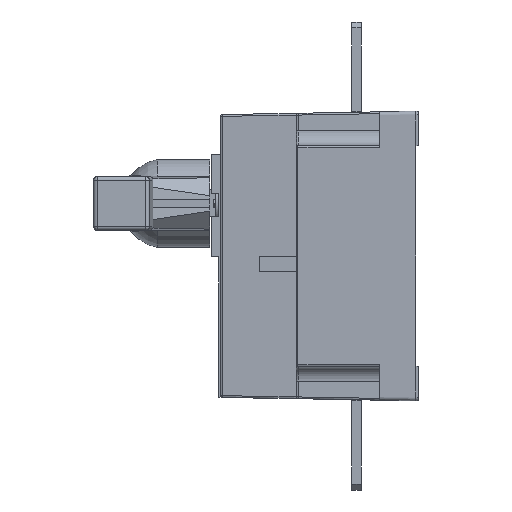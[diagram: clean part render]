
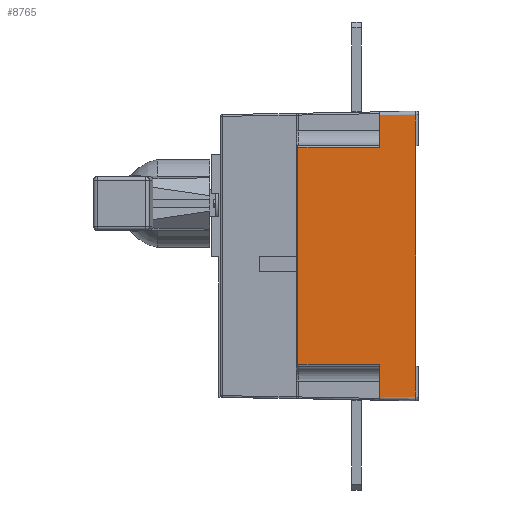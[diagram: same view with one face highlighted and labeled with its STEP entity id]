
A CAD part, left-side view. The second image highlights one B-rep face of the part: STEP entity #8765.
In plain terms, the highlighted planar face has unit normal (-1, 0.018, 0).
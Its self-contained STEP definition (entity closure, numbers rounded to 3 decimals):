
#20 = VERTEX_POINT ( 'NONE', #5117 ) ;
#124 = DIRECTION ( 'NONE',  ( 0., 0., 1. ) ) ;
#249 = VERTEX_POINT ( 'NONE', #16270 ) ;
#295 = CARTESIAN_POINT ( 'NONE',  ( -114.952, 4.268, -78.302 ) ) ;
#300 = VECTOR ( 'NONE', #11012, 1000. ) ;
#411 = DIRECTION ( 'NONE',  ( 0., 0., 1. ) ) ;
#1152 = DIRECTION ( 'NONE',  ( 0., 0., -1. ) ) ;
#1319 = LINE ( 'NONE', #29565, #300 ) ;
#1575 = VERTEX_POINT ( 'NONE', #11287 ) ;
#2093 = CARTESIAN_POINT ( 'NONE',  ( -114.646, 21.8, 60.393 ) ) ;
#2112 = ORIENTED_EDGE ( 'NONE', *, *, #25133, .T. ) ;
#2425 = FACE_OUTER_BOUND ( 'NONE', #27002, .T. ) ;
#2936 = VECTOR ( 'NONE', #411, 1000. ) ;
#3192 = EDGE_CURVE ( 'NONE', #14075, #6253, #5027, .T. ) ;
#3486 = VECTOR ( 'NONE', #1152, 1000. ) ;
#3794 = EDGE_CURVE ( 'NONE', #20377, #6244, #23714, .T. ) ;
#3818 = LINE ( 'NONE', #29549, #3486 ) ;
#4275 = VERTEX_POINT ( 'NONE', #28830 ) ;
#4632 = DIRECTION ( 'NONE',  ( -0.017, -1., 0. ) ) ;
#5027 = LINE ( 'NONE', #295, #11859 ) ;
#5117 = CARTESIAN_POINT ( 'NONE',  ( -115., 1.5, 78.35 ) ) ;
#5418 = CARTESIAN_POINT ( 'NONE',  ( -115., 1.5, 80.35 ) ) ;
#5694 = CARTESIAN_POINT ( 'NONE',  ( -114.646, 21.8, 77.996 ) ) ;
#6203 = CARTESIAN_POINT ( 'NONE',  ( -115., 1.5, 80.35 ) ) ;
#6244 = VERTEX_POINT ( 'NONE', #25983 ) ;
#6253 = VERTEX_POINT ( 'NONE', #16766 ) ;
#8563 = LINE ( 'NONE', #6203, #23915 ) ;
#8765 = ADVANCED_FACE ( 'NONE', ( #2425 ), #11964, .T. ) ;
#9996 = VERTEX_POINT ( 'NONE', #15563 ) ;
#10196 = VECTOR ( 'NONE', #28961, 1000. ) ;
#10419 = CARTESIAN_POINT ( 'NONE',  ( -115.001, 1.465, 78.351 ) ) ;
#10422 = CARTESIAN_POINT ( 'NONE',  ( -114.646, 21.8, 80.35 ) ) ;
#11012 = DIRECTION ( 'NONE',  ( 0., 0., 1. ) ) ;
#11156 = ORIENTED_EDGE ( 'NONE', *, *, #11199, .T. ) ;
#11199 = EDGE_CURVE ( 'NONE', #20, #18514, #26924, .T. ) ;
#11287 = CARTESIAN_POINT ( 'NONE',  ( -114.646, 21.8, -60.393 ) ) ;
#11754 = CARTESIAN_POINT ( 'NONE',  ( -115., 1.5, 60.393 ) ) ;
#11859 = VECTOR ( 'NONE', #19162, 1000. ) ;
#11888 = VECTOR ( 'NONE', #16700, 1000. ) ;
#11964 = PLANE ( 'NONE',  #28953 ) ;
#12016 = LINE ( 'NONE', #21469, #24881 ) ;
#12044 = ORIENTED_EDGE ( 'NONE', *, *, #3794, .T. ) ;
#12889 = VERTEX_POINT ( 'NONE', #26090 ) ;
#13230 = DIRECTION ( 'NONE',  ( 0., 0., 1. ) ) ;
#14062 = ORIENTED_EDGE ( 'NONE', *, *, #18238, .F. ) ;
#14075 = VERTEX_POINT ( 'NONE', #17634 ) ;
#14415 = CARTESIAN_POINT ( 'NONE',  ( -115., 1.5, -60.393 ) ) ;
#14595 = CARTESIAN_POINT ( 'NONE',  ( -115., 1.5, 80.35 ) ) ;
#14717 = VECTOR ( 'NONE', #20633, 1000. ) ;
#15076 = LINE ( 'NONE', #22220, #17893 ) ;
#15385 = ORIENTED_EDGE ( 'NONE', *, *, #20350, .T. ) ;
#15563 = CARTESIAN_POINT ( 'NONE',  ( -113.86, 66.817, -60.393 ) ) ;
#16270 = CARTESIAN_POINT ( 'NONE',  ( -115., 1.5, 78.35 ) ) ;
#16700 = DIRECTION ( 'NONE',  ( 0.017, 1., 0. ) ) ;
#16766 = CARTESIAN_POINT ( 'NONE',  ( -115., 1.5, -78.35 ) ) ;
#17082 = ORIENTED_EDGE ( 'NONE', *, *, #25146, .T. ) ;
#17401 = LINE ( 'NONE', #10422, #23354 ) ;
#17634 = CARTESIAN_POINT ( 'NONE',  ( -114.646, 21.8, -77.996 ) ) ;
#17893 = VECTOR ( 'NONE', #19901, 1000. ) ;
#18238 = EDGE_CURVE ( 'NONE', #20377, #18514, #30164, .T. ) ;
#18514 = VERTEX_POINT ( 'NONE', #5694 ) ;
#18637 = ORIENTED_EDGE ( 'NONE', *, *, #28239, .T. ) ;
#19098 = DIRECTION ( 'NONE',  ( -0.017, -1., 0. ) ) ;
#19162 = DIRECTION ( 'NONE',  ( -0.017, -1., -0.017 ) ) ;
#19901 = DIRECTION ( 'NONE',  ( 0., 0., 1. ) ) ;
#20083 = ORIENTED_EDGE ( 'NONE', *, *, #22278, .T. ) ;
#20350 = EDGE_CURVE ( 'NONE', #23419, #12889, #1319, .T. ) ;
#20377 = VERTEX_POINT ( 'NONE', #2093 ) ;
#20633 = DIRECTION ( 'NONE',  ( 0., 0., 1. ) ) ;
#20750 = CARTESIAN_POINT ( 'NONE',  ( -115., 1.5, -61.15 ) ) ;
#20892 = ORIENTED_EDGE ( 'NONE', *, *, #27269, .T. ) ;
#21106 = DIRECTION ( 'NONE',  ( -1., 0.017, 0. ) ) ;
#21469 = CARTESIAN_POINT ( 'NONE',  ( -115., 1.5, 80.35 ) ) ;
#22220 = CARTESIAN_POINT ( 'NONE',  ( -115., 1.5, 80.35 ) ) ;
#22278 = EDGE_CURVE ( 'NONE', #9996, #1575, #28603, .T. ) ;
#23354 = VECTOR ( 'NONE', #26927, 1000. ) ;
#23419 = VERTEX_POINT ( 'NONE', #20750 ) ;
#23714 = LINE ( 'NONE', #11754, #11888 ) ;
#23915 = VECTOR ( 'NONE', #13230, 1000. ) ;
#24149 = EDGE_CURVE ( 'NONE', #12889, #249, #29259, .T. ) ;
#24881 = VECTOR ( 'NONE', #124, 1000. ) ;
#25133 = EDGE_CURVE ( 'NONE', #1575, #14075, #17401, .T. ) ;
#25146 = EDGE_CURVE ( 'NONE', #4275, #23419, #15076, .T. ) ;
#25325 = CARTESIAN_POINT ( 'NONE',  ( -114.646, 21.8, 80.35 ) ) ;
#25983 = CARTESIAN_POINT ( 'NONE',  ( -113.86, 66.817, 60.393 ) ) ;
#26090 = CARTESIAN_POINT ( 'NONE',  ( -115., 1.5, 61.15 ) ) ;
#26288 = VECTOR ( 'NONE', #4632, 1000. ) ;
#26924 = LINE ( 'NONE', #10419, #10196 ) ;
#26927 = DIRECTION ( 'NONE',  ( 0., 0., -1. ) ) ;
#27002 = EDGE_LOOP ( 'NONE', ( #14062, #12044, #18637, #20083, #2112, #28037, #28980, #17082, #15385, #28750, #20892, #11156 ) ) ;
#27269 = EDGE_CURVE ( 'NONE', #249, #20, #12016, .T. ) ;
#28037 = ORIENTED_EDGE ( 'NONE', *, *, #3192, .T. ) ;
#28239 = EDGE_CURVE ( 'NONE', #6244, #9996, #3818, .T. ) ;
#28603 = LINE ( 'NONE', #14415, #26288 ) ;
#28750 = ORIENTED_EDGE ( 'NONE', *, *, #24149, .T. ) ;
#28830 = CARTESIAN_POINT ( 'NONE',  ( -115., 1.5, -78.35 ) ) ;
#28953 = AXIS2_PLACEMENT_3D ( 'NONE', #14595, #21106, #19098 ) ;
#28961 = DIRECTION ( 'NONE',  ( 0.017, 1., -0.017 ) ) ;
#28980 = ORIENTED_EDGE ( 'NONE', *, *, #29447, .T. ) ;
#29259 = LINE ( 'NONE', #5418, #2936 ) ;
#29447 = EDGE_CURVE ( 'NONE', #6253, #4275, #8563, .T. ) ;
#29549 = CARTESIAN_POINT ( 'NONE',  ( -113.86, 66.817, 80.35 ) ) ;
#29565 = CARTESIAN_POINT ( 'NONE',  ( -115., 1.5, 80.35 ) ) ;
#30164 = LINE ( 'NONE', #25325, #14717 ) ;
